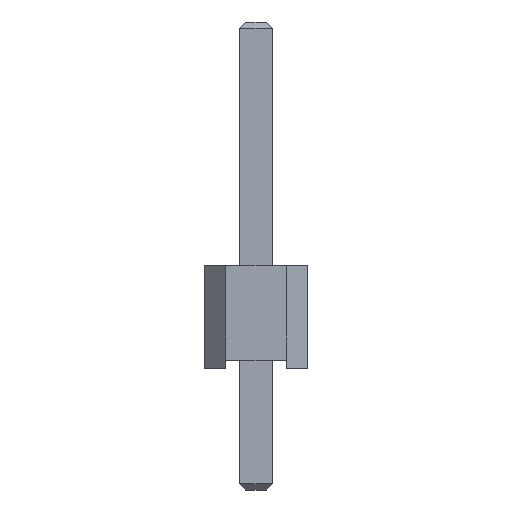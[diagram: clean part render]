
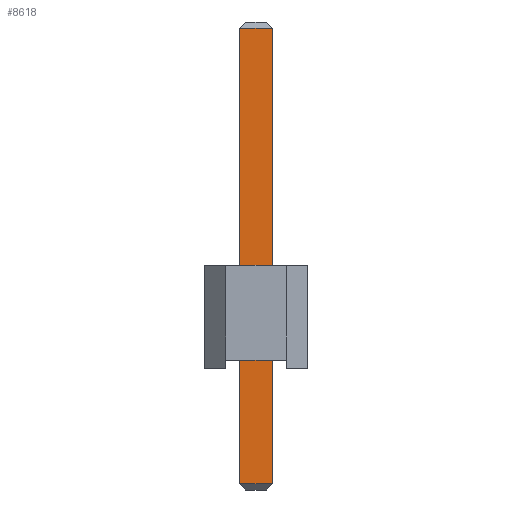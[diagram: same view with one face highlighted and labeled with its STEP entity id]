
A CAD part, front view. The second image highlights one B-rep face of the part: STEP entity #8618.
In plain terms, the highlighted planar face has unit normal (0, -1, 0).
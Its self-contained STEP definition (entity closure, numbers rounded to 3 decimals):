
#8206 = PLANE('',#8207);
#8207 = AXIS2_PLACEMENT_3D('',#8208,#8209,#8210);
#8208 = CARTESIAN_POINT('',(-0.4,-0.4,-3.));
#8209 = DIRECTION('',(-1.,0.,0.));
#8210 = DIRECTION('',(0.,1.,0.));
#8262 = PLANE('',#8263);
#8263 = AXIS2_PLACEMENT_3D('',#8264,#8265,#8266);
#8264 = CARTESIAN_POINT('',(0.4,0.4,-3.));
#8265 = DIRECTION('',(1.,0.,0.));
#8266 = DIRECTION('',(0.,-1.,0.));
#8303 = EDGE_CURVE('',#8304,#8306,#8308,.T.);
#8304 = VERTEX_POINT('',#8305);
#8305 = CARTESIAN_POINT('',(-0.4,-0.4,-2.85));
#8306 = VERTEX_POINT('',#8307);
#8307 = CARTESIAN_POINT('',(-0.4,-0.4,8.39));
#8308 = SURFACE_CURVE('',#8309,(#8313,#8320),.PCURVE_S1.);
#8309 = LINE('',#8310,#8311);
#8310 = CARTESIAN_POINT('',(-0.4,-0.4,-3.));
#8311 = VECTOR('',#8312,1.);
#8312 = DIRECTION('',(0.,0.,1.));
#8313 = PCURVE('',#8206,#8314);
#8314 = DEFINITIONAL_REPRESENTATION('',(#8315),#8319);
#8315 = LINE('',#8316,#8317);
#8316 = CARTESIAN_POINT('',(0.,0.));
#8317 = VECTOR('',#8318,1.);
#8318 = DIRECTION('',(0.,-1.));
#8319 = ( GEOMETRIC_REPRESENTATION_CONTEXT(2) 
PARAMETRIC_REPRESENTATION_CONTEXT() REPRESENTATION_CONTEXT('2D SPACE',''
  ) );
#8320 = PCURVE('',#8321,#8326);
#8321 = PLANE('',#8322);
#8322 = AXIS2_PLACEMENT_3D('',#8323,#8324,#8325);
#8323 = CARTESIAN_POINT('',(0.4,-0.4,-3.));
#8324 = DIRECTION('',(0.,-1.,0.));
#8325 = DIRECTION('',(-1.,0.,0.));
#8326 = DEFINITIONAL_REPRESENTATION('',(#8327),#8331);
#8327 = LINE('',#8328,#8329);
#8328 = CARTESIAN_POINT('',(0.8,0.));
#8329 = VECTOR('',#8330,1.);
#8330 = DIRECTION('',(0.,-1.));
#8331 = ( GEOMETRIC_REPRESENTATION_CONTEXT(2) 
PARAMETRIC_REPRESENTATION_CONTEXT() REPRESENTATION_CONTEXT('2D SPACE',''
  ) );
#8553 = VERTEX_POINT('',#8554);
#8554 = CARTESIAN_POINT('',(0.4,-0.4,8.39));
#8575 = EDGE_CURVE('',#8576,#8553,#8578,.T.);
#8576 = VERTEX_POINT('',#8577);
#8577 = CARTESIAN_POINT('',(0.4,-0.4,-2.85));
#8578 = SURFACE_CURVE('',#8579,(#8583,#8590),.PCURVE_S1.);
#8579 = LINE('',#8580,#8581);
#8580 = CARTESIAN_POINT('',(0.4,-0.4,-3.));
#8581 = VECTOR('',#8582,1.);
#8582 = DIRECTION('',(0.,0.,1.));
#8583 = PCURVE('',#8262,#8584);
#8584 = DEFINITIONAL_REPRESENTATION('',(#8585),#8589);
#8585 = LINE('',#8586,#8587);
#8586 = CARTESIAN_POINT('',(0.8,0.));
#8587 = VECTOR('',#8588,1.);
#8588 = DIRECTION('',(0.,-1.));
#8589 = ( GEOMETRIC_REPRESENTATION_CONTEXT(2) 
PARAMETRIC_REPRESENTATION_CONTEXT() REPRESENTATION_CONTEXT('2D SPACE',''
  ) );
#8590 = PCURVE('',#8321,#8591);
#8591 = DEFINITIONAL_REPRESENTATION('',(#8592),#8596);
#8592 = LINE('',#8593,#8594);
#8593 = CARTESIAN_POINT('',(0.,0.));
#8594 = VECTOR('',#8595,1.);
#8595 = DIRECTION('',(0.,-1.));
#8596 = ( GEOMETRIC_REPRESENTATION_CONTEXT(2) 
PARAMETRIC_REPRESENTATION_CONTEXT() REPRESENTATION_CONTEXT('2D SPACE',''
  ) );
#8618 = ADVANCED_FACE('',(#8619),#8321,.T.);
#8619 = FACE_BOUND('',#8620,.T.);
#8620 = EDGE_LOOP('',(#8621,#8622,#8648,#8649));
#8621 = ORIENTED_EDGE('',*,*,#8575,.T.);
#8622 = ORIENTED_EDGE('',*,*,#8623,.T.);
#8623 = EDGE_CURVE('',#8553,#8306,#8624,.T.);
#8624 = SURFACE_CURVE('',#8625,(#8629,#8636),.PCURVE_S1.);
#8625 = LINE('',#8626,#8627);
#8626 = CARTESIAN_POINT('',(0.4,-0.4,8.39));
#8627 = VECTOR('',#8628,1.);
#8628 = DIRECTION('',(-1.,0.,0.));
#8629 = PCURVE('',#8321,#8630);
#8630 = DEFINITIONAL_REPRESENTATION('',(#8631),#8635);
#8631 = LINE('',#8632,#8633);
#8632 = CARTESIAN_POINT('',(0.,-11.39));
#8633 = VECTOR('',#8634,1.);
#8634 = DIRECTION('',(1.,0.));
#8635 = ( GEOMETRIC_REPRESENTATION_CONTEXT(2) 
PARAMETRIC_REPRESENTATION_CONTEXT() REPRESENTATION_CONTEXT('2D SPACE',''
  ) );
#8636 = PCURVE('',#8637,#8642);
#8637 = PLANE('',#8638);
#8638 = AXIS2_PLACEMENT_3D('',#8639,#8640,#8641);
#8639 = CARTESIAN_POINT('',(0.4,-0.325,8.465));
#8640 = DIRECTION('',(0.,-0.707,0.707));
#8641 = DIRECTION('',(1.,0.,0.));
#8642 = DEFINITIONAL_REPRESENTATION('',(#8643),#8647);
#8643 = LINE('',#8644,#8645);
#8644 = CARTESIAN_POINT('',(0.,-0.106));
#8645 = VECTOR('',#8646,1.);
#8646 = DIRECTION('',(-1.,0.));
#8647 = ( GEOMETRIC_REPRESENTATION_CONTEXT(2) 
PARAMETRIC_REPRESENTATION_CONTEXT() REPRESENTATION_CONTEXT('2D SPACE',''
  ) );
#8648 = ORIENTED_EDGE('',*,*,#8303,.F.);
#8649 = ORIENTED_EDGE('',*,*,#8650,.F.);
#8650 = EDGE_CURVE('',#8576,#8304,#8651,.T.);
#8651 = SURFACE_CURVE('',#8652,(#8656,#8663),.PCURVE_S1.);
#8652 = LINE('',#8653,#8654);
#8653 = CARTESIAN_POINT('',(0.4,-0.4,-2.85));
#8654 = VECTOR('',#8655,1.);
#8655 = DIRECTION('',(-1.,0.,0.));
#8656 = PCURVE('',#8321,#8657);
#8657 = DEFINITIONAL_REPRESENTATION('',(#8658),#8662);
#8658 = LINE('',#8659,#8660);
#8659 = CARTESIAN_POINT('',(0.,-0.15));
#8660 = VECTOR('',#8661,1.);
#8661 = DIRECTION('',(1.,0.));
#8662 = ( GEOMETRIC_REPRESENTATION_CONTEXT(2) 
PARAMETRIC_REPRESENTATION_CONTEXT() REPRESENTATION_CONTEXT('2D SPACE',''
  ) );
#8663 = PCURVE('',#8664,#8669);
#8664 = PLANE('',#8665);
#8665 = AXIS2_PLACEMENT_3D('',#8666,#8667,#8668);
#8666 = CARTESIAN_POINT('',(0.4,-0.325,-2.925));
#8667 = DIRECTION('',(0.,0.707,0.707)
  );
#8668 = DIRECTION('',(1.,0.,0.));
#8669 = DEFINITIONAL_REPRESENTATION('',(#8670),#8674);
#8670 = LINE('',#8671,#8672);
#8671 = CARTESIAN_POINT('',(0.,-0.106));
#8672 = VECTOR('',#8673,1.);
#8673 = DIRECTION('',(-1.,0.));
#8674 = ( GEOMETRIC_REPRESENTATION_CONTEXT(2) 
PARAMETRIC_REPRESENTATION_CONTEXT() REPRESENTATION_CONTEXT('2D SPACE',''
  ) );
